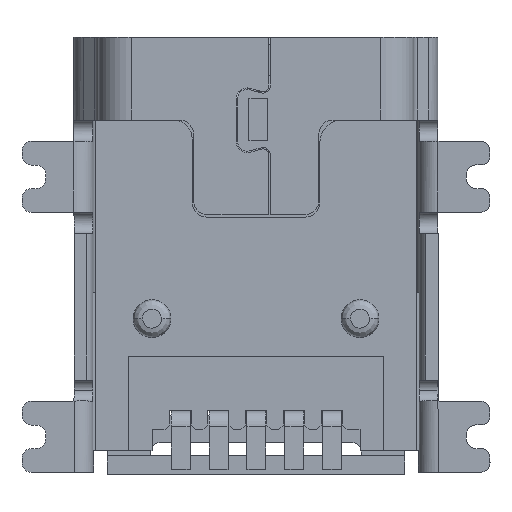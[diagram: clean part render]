
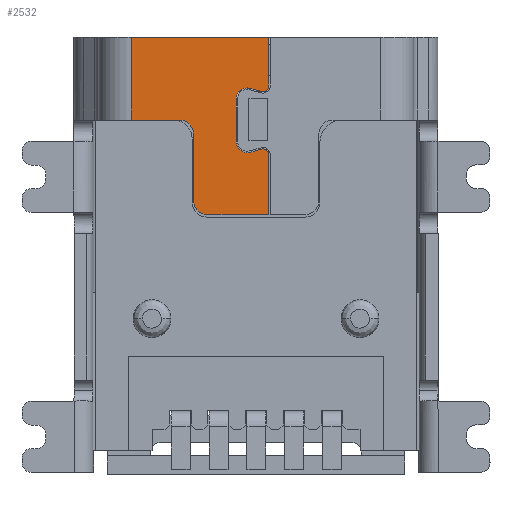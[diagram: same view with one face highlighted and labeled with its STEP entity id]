
A CAD part, front view. The second image highlights one B-rep face of the part: STEP entity #2532.
In plain terms, the highlighted planar face has unit normal (0, -1, 0).
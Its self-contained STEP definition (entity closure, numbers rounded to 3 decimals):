
#110 = EDGE_CURVE ( 'NONE', #6460, #5890, #6534, .T. ) ;
#156 = CARTESIAN_POINT ( 'NONE',  ( 5.475, -0.02, -3.728 ) ) ;
#186 = DIRECTION ( 'NONE',  ( 0., 0., 1. ) ) ;
#455 = ORIENTED_EDGE ( 'NONE', *, *, #1589, .T. ) ;
#590 = EDGE_CURVE ( 'NONE', #6715, #17018, #2007, .T. ) ;
#688 = VERTEX_POINT ( 'NONE', #11520 ) ;
#1017 = AXIS2_PLACEMENT_3D ( 'NONE', #2968, #11974, #186 ) ;
#1136 = DIRECTION ( 'NONE',  ( 1., 0., 0. ) ) ;
#1412 = ORIENTED_EDGE ( 'NONE', *, *, #12733, .T. ) ;
#1478 = ORIENTED_EDGE ( 'NONE', *, *, #6402, .T. ) ;
#1589 = EDGE_CURVE ( 'NONE', #14951, #3160, #4993, .T. ) ;
#1646 = AXIS2_PLACEMENT_3D ( 'NONE', #17862, #10318, #16363 ) ;
#1764 = VERTEX_POINT ( 'NONE', #4985 ) ;
#1884 = EDGE_CURVE ( 'NONE', #3522, #1764, #2788, .T. ) ;
#1897 = DIRECTION ( 'NONE',  ( 1., 0., 0. ) ) ;
#1956 = EDGE_CURVE ( 'NONE', #11955, #14150, #17433, .T. ) ;
#2007 = LINE ( 'NONE', #11013, #5291 ) ;
#2532 = ADVANCED_FACE ( 'NONE', ( #17024 ), #7865, .T. ) ;
#2600 = CARTESIAN_POINT ( 'NONE',  ( 2.92, -0.02, -3.67 ) ) ;
#2707 = CARTESIAN_POINT ( 'NONE',  ( 4.1, -0.02, -3.21 ) ) ;
#2788 = CIRCLE ( 'NONE', #3736, 0.12 ) ;
#2802 = DIRECTION ( 'NONE',  ( 1., 0., 0. ) ) ;
#2848 = AXIS2_PLACEMENT_3D ( 'NONE', #6376, #12401, #10830 ) ;
#2904 = CARTESIAN_POINT ( 'NONE',  ( 3.002, -0.02, -3.394 ) ) ;
#2968 = CARTESIAN_POINT ( 'NONE',  ( 1.95, -0.02, -2.38 ) ) ;
#3031 = EDGE_CURVE ( 'NONE', #5890, #12871, #3755, .T. ) ;
#3099 = VECTOR ( 'NONE', #8964, 1000. ) ;
#3160 = VERTEX_POINT ( 'NONE', #10501 ) ;
#3180 = EDGE_CURVE ( 'NONE', #3160, #6460, #18135, .T. ) ;
#3348 = CARTESIAN_POINT ( 'NONE',  ( 5.4, -0.02, -3.67 ) ) ;
#3522 = VERTEX_POINT ( 'NONE', #2600 ) ;
#3671 = ORIENTED_EDGE ( 'NONE', *, *, #3180, .T. ) ;
#3736 = AXIS2_PLACEMENT_3D ( 'NONE', #12801, #15678, #14196 ) ;
#3755 = LINE ( 'NONE', #11193, #6306 ) ;
#3893 = CARTESIAN_POINT ( 'NONE',  ( 2.969, -0.02, -3.27 ) ) ;
#3904 = CARTESIAN_POINT ( 'NONE',  ( 5.4, -0.02, -2.217 ) ) ;
#4231 = ORIENTED_EDGE ( 'NONE', *, *, #18659, .T. ) ;
#4321 = CARTESIAN_POINT ( 'NONE',  ( 4.371, -0.02, -3.67 ) ) ;
#4435 = ORIENTED_EDGE ( 'NONE', *, *, #10047, .T. ) ;
#4485 = VERTEX_POINT ( 'NONE', #12885 ) ;
#4585 = LINE ( 'NONE', #2904, #3099 ) ;
#4590 = CARTESIAN_POINT ( 'NONE',  ( 3.525, -0.02, -2.98 ) ) ;
#4635 = AXIS2_PLACEMENT_3D ( 'NONE', #18507, #6408, #11586 ) ;
#4963 = ORIENTED_EDGE ( 'NONE', *, *, #9070, .T. ) ;
#4985 = CARTESIAN_POINT ( 'NONE',  ( 3.036, -0.02, -3.519 ) ) ;
#4993 = CIRCLE ( 'NONE', #17664, 0.23 ) ;
#5291 = VECTOR ( 'NONE', #8054, 1000. ) ;
#5546 = ORIENTED_EDGE ( 'NONE', *, *, #110, .T. ) ;
#5718 = CIRCLE ( 'NONE', #2848, 0.23 ) ;
#5825 = CARTESIAN_POINT ( 'NONE',  ( 4.1, -0.02, -2.98 ) ) ;
#5890 = VERTEX_POINT ( 'NONE', #4321 ) ;
#6000 = VECTOR ( 'NONE', #15139, 1000. ) ;
#6019 = VERTEX_POINT ( 'NONE', #3893 ) ;
#6306 = VECTOR ( 'NONE', #14280, 1000. ) ;
#6321 = AXIS2_PLACEMENT_3D ( 'NONE', #18701, #18501, #12518 ) ;
#6376 = CARTESIAN_POINT ( 'NONE',  ( 3.191, -0.02, -3.21 ) ) ;
#6402 = EDGE_CURVE ( 'NONE', #17018, #13721, #9249, .T. ) ;
#6404 = DIRECTION ( 'NONE',  ( 0., -1., 0. ) ) ;
#6408 = DIRECTION ( 'NONE',  ( 0., -1., 0. ) ) ;
#6460 = VERTEX_POINT ( 'NONE', #12173 ) ;
#6533 = ORIENTED_EDGE ( 'NONE', *, *, #1884, .T. ) ;
#6534 = CIRCLE ( 'NONE', #4635, 0.12 ) ;
#6580 = CARTESIAN_POINT ( 'NONE',  ( 1.95, -0.02, -2.08 ) ) ;
#6655 = CIRCLE ( 'NONE', #6321, 0.3 ) ;
#6715 = VERTEX_POINT ( 'NONE', #16521 ) ;
#6983 = VECTOR ( 'NONE', #16820, 1000. ) ;
#7055 = CARTESIAN_POINT ( 'NONE',  ( 1.65, -0.02, -3.67 ) ) ;
#7213 = EDGE_CURVE ( 'NONE', #13721, #7901, #13836, .T. ) ;
#7229 = CARTESIAN_POINT ( 'NONE',  ( 3.65, -0.02, -0.765 ) ) ;
#7692 = ORIENTED_EDGE ( 'NONE', *, *, #18575, .F. ) ;
#7865 = PLANE ( 'NONE',  #11984 ) ;
#7901 = VERTEX_POINT ( 'NONE', #7055 ) ;
#7986 = ORIENTED_EDGE ( 'NONE', *, *, #3031, .T. ) ;
#8054 = DIRECTION ( 'NONE',  ( -1., 0., 0. ) ) ;
#8095 = DIRECTION ( 'NONE',  ( 0., 0., -1. ) ) ;
#8103 = CARTESIAN_POINT ( 'NONE',  ( 3.525, -0.02, -0.765 ) ) ;
#8282 = DIRECTION ( 'NONE',  ( 0., 0., 1. ) ) ;
#8713 = CARTESIAN_POINT ( 'NONE',  ( 5.4, -0.02, -0.765 ) ) ;
#8887 = CARTESIAN_POINT ( 'NONE',  ( 3.65, -0.02, -2.217 ) ) ;
#8964 = DIRECTION ( 'NONE',  ( -0.259, 0., 0.966 ) ) ;
#9070 = EDGE_CURVE ( 'NONE', #688, #6715, #6655, .T. ) ;
#9100 = CARTESIAN_POINT ( 'NONE',  ( 4.322, -0.02, -3.27 ) ) ;
#9249 = CIRCLE ( 'NONE', #1017, 0.3 ) ;
#9439 = CARTESIAN_POINT ( 'NONE',  ( 3.525, -0.02, -3.67 ) ) ;
#9848 = VECTOR ( 'NONE', #8282, 1000. ) ;
#10047 = EDGE_CURVE ( 'NONE', #1764, #6019, #4585, .T. ) ;
#10318 = DIRECTION ( 'NONE',  ( 0., 1., 0. ) ) ;
#10501 = CARTESIAN_POINT ( 'NONE',  ( 4.322, -0.02, -3.27 ) ) ;
#10746 = LINE ( 'NONE', #8887, #6983 ) ;
#10830 = DIRECTION ( 'NONE',  ( 0., 0., -1. ) ) ;
#11013 = CARTESIAN_POINT ( 'NONE',  ( 3.525, -0.02, -2.08 ) ) ;
#11017 = VECTOR ( 'NONE', #8095, 1000. ) ;
#11125 = ORIENTED_EDGE ( 'NONE', *, *, #7213, .T. ) ;
#11164 = CARTESIAN_POINT ( 'NONE',  ( 1.65, -0.02, -2.217 ) ) ;
#11171 = DIRECTION ( 'NONE',  ( -1., 0., 0. ) ) ;
#11193 = CARTESIAN_POINT ( 'NONE',  ( 3.525, -0.02, -3.67 ) ) ;
#11520 = CARTESIAN_POINT ( 'NONE',  ( 3.65, -0.02, -1.78 ) ) ;
#11586 = DIRECTION ( 'NONE',  ( 1., 0., 0. ) ) ;
#11955 = VERTEX_POINT ( 'NONE', #8713 ) ;
#11974 = DIRECTION ( 'NONE',  ( 0., -1., 0. ) ) ;
#11984 = AXIS2_PLACEMENT_3D ( 'NONE', #156, #6404, #18502 ) ;
#12173 = CARTESIAN_POINT ( 'NONE',  ( 4.255, -0.02, -3.519 ) ) ;
#12296 = ORIENTED_EDGE ( 'NONE', *, *, #590, .T. ) ;
#12401 = DIRECTION ( 'NONE',  ( 0., -1., 0. ) ) ;
#12518 = DIRECTION ( 'NONE',  ( 0., 0., 1. ) ) ;
#12733 = EDGE_CURVE ( 'NONE', #14669, #14951, #17187, .T. ) ;
#12801 = CARTESIAN_POINT ( 'NONE',  ( 2.92, -0.02, -3.55 ) ) ;
#12871 = VERTEX_POINT ( 'NONE', #3348 ) ;
#12885 = CARTESIAN_POINT ( 'NONE',  ( 3.191, -0.02, -2.98 ) ) ;
#12997 = VECTOR ( 'NONE', #1897, 1000. ) ;
#13206 = LINE ( 'NONE', #3904, #9848 ) ;
#13623 = VECTOR ( 'NONE', #2802, 1000. ) ;
#13721 = VERTEX_POINT ( 'NONE', #14331 ) ;
#13836 = LINE ( 'NONE', #11164, #11017 ) ;
#14150 = VERTEX_POINT ( 'NONE', #7229 ) ;
#14196 = DIRECTION ( 'NONE',  ( 0., 0., -1. ) ) ;
#14280 = DIRECTION ( 'NONE',  ( 1., 0., 0. ) ) ;
#14331 = CARTESIAN_POINT ( 'NONE',  ( 1.65, -0.02, -2.38 ) ) ;
#14669 = VERTEX_POINT ( 'NONE', #5825 ) ;
#14813 = EDGE_LOOP ( 'NONE', ( #12296, #1478, #11125, #15594, #6533, #4435, #7692, #16671, #1412, #455, #3671, #5546, #7986, #16037, #17789, #4231, #4963 ) ) ;
#14951 = VERTEX_POINT ( 'NONE', #18439 ) ;
#15003 = DIRECTION ( 'NONE',  ( 0., 1., 0. ) ) ;
#15139 = DIRECTION ( 'NONE',  ( -0.259, 0., -0.966 ) ) ;
#15468 = LINE ( 'NONE', #9439, #12997 ) ;
#15594 = ORIENTED_EDGE ( 'NONE', *, *, #19217, .T. ) ;
#15678 = DIRECTION ( 'NONE',  ( 0., -1., 0. ) ) ;
#16037 = ORIENTED_EDGE ( 'NONE', *, *, #18933, .T. ) ;
#16363 = DIRECTION ( 'NONE',  ( 1., 0., 0. ) ) ;
#16390 = LINE ( 'NONE', #4590, #13623 ) ;
#16521 = CARTESIAN_POINT ( 'NONE',  ( 3.35, -0.02, -2.08 ) ) ;
#16671 = ORIENTED_EDGE ( 'NONE', *, *, #19077, .T. ) ;
#16728 = VECTOR ( 'NONE', #11171, 1000. ) ;
#16820 = DIRECTION ( 'NONE',  ( 0., 0., -1. ) ) ;
#17018 = VERTEX_POINT ( 'NONE', #6580 ) ;
#17024 = FACE_OUTER_BOUND ( 'NONE', #14813, .T. ) ;
#17187 = CIRCLE ( 'NONE', #1646, 0.23 ) ;
#17433 = LINE ( 'NONE', #8103, #16728 ) ;
#17664 = AXIS2_PLACEMENT_3D ( 'NONE', #2707, #15003, #1136 ) ;
#17789 = ORIENTED_EDGE ( 'NONE', *, *, #1956, .T. ) ;
#17862 = CARTESIAN_POINT ( 'NONE',  ( 4.1, -0.02, -3.21 ) ) ;
#18135 = LINE ( 'NONE', #9100, #6000 ) ;
#18439 = CARTESIAN_POINT ( 'NONE',  ( 4.33, -0.02, -3.21 ) ) ;
#18501 = DIRECTION ( 'NONE',  ( 0., 1., 0. ) ) ;
#18502 = DIRECTION ( 'NONE',  ( 0., 0., 1. ) ) ;
#18507 = CARTESIAN_POINT ( 'NONE',  ( 4.371, -0.02, -3.55 ) ) ;
#18575 = EDGE_CURVE ( 'NONE', #4485, #6019, #5718, .T. ) ;
#18659 = EDGE_CURVE ( 'NONE', #14150, #688, #10746, .T. ) ;
#18701 = CARTESIAN_POINT ( 'NONE',  ( 3.35, -0.02, -1.78 ) ) ;
#18933 = EDGE_CURVE ( 'NONE', #12871, #11955, #13206, .T. ) ;
#19077 = EDGE_CURVE ( 'NONE', #4485, #14669, #16390, .T. ) ;
#19217 = EDGE_CURVE ( 'NONE', #7901, #3522, #15468, .T. ) ;
